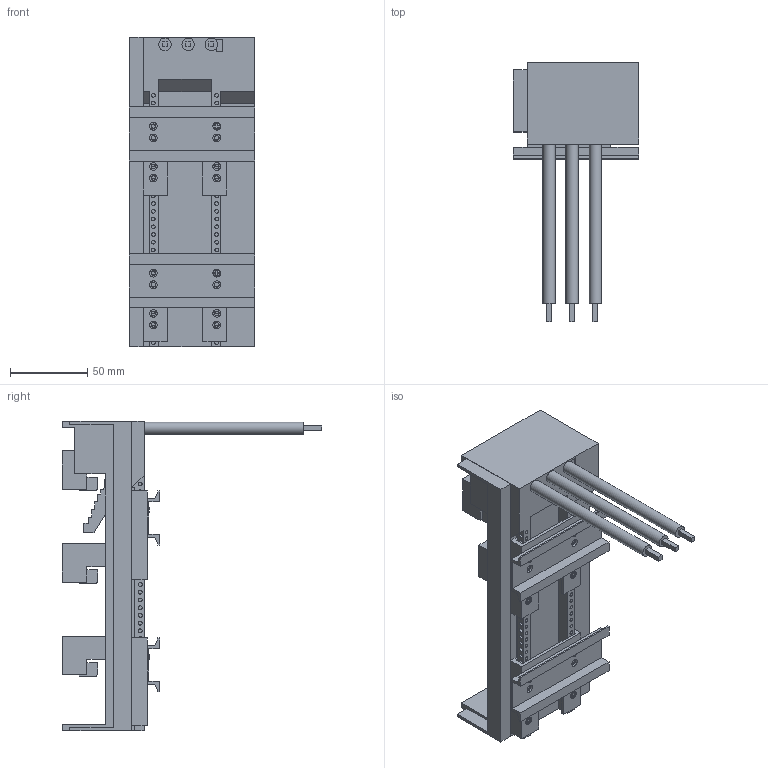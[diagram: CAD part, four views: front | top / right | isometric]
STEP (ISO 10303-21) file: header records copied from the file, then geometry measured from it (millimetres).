
FILE_DESCRIPTION(/* description */ ('STEP AP214'),/* implementation_level */ '2;1');
FILE_NAME(/* name */ '32459',/* time_stamp */ '2023-10-09T11:35:22+02:00',/* author */ ('License CC BY-ND 4.0'),/* organization */ ('CADENAS'),/* preprocessor_version */ 'ST-DEVELOPER v19.3',/* originating_system */ 'PARTsolutions',/* authorisation */ ' ');
FILE_SCHEMA (('AUTOMOTIVE_DESIGN {1 0 10303 214 3 1 1}'));
Length unit declared in the file: millimetre
Products named in the file (6): 32459; 32963; 80034CrossBoardScrew; 32951b; AWG811512; Basis81x200
Assembly tree (9 placements, depth 2):
  32459
    32963
    80034CrossBoardScrew  x2
    32951b  x2
    AWG811512  x3
    Basis81x200
Bounding box: 81 x 168 x 200 mm (x, y, z)
Volume: 420964.9 mm3; surface area: 114372.1 mm2
Topology: 9 solids, 9 shells, 582 faces, 1301 edges, 891 vertices
Faces by surface type: plane 380, cylinder 196, sphere 4, torus 2
Full cylindrical faces by diameter (mm): 2.4 x66, 2.5 x66, 3 x16, 5 x18, 8 x3
Entity records: 15575 total; most frequent: CARTESIAN_POINT 2681, DIRECTION 2078, ORIENTED_EDGE 1704, EDGE_LOOP 907, FACE_BOUND 907, EDGE_CURVE 852, AXIS2_PLACEMENT_3D 818, VERTEX_POINT 685
